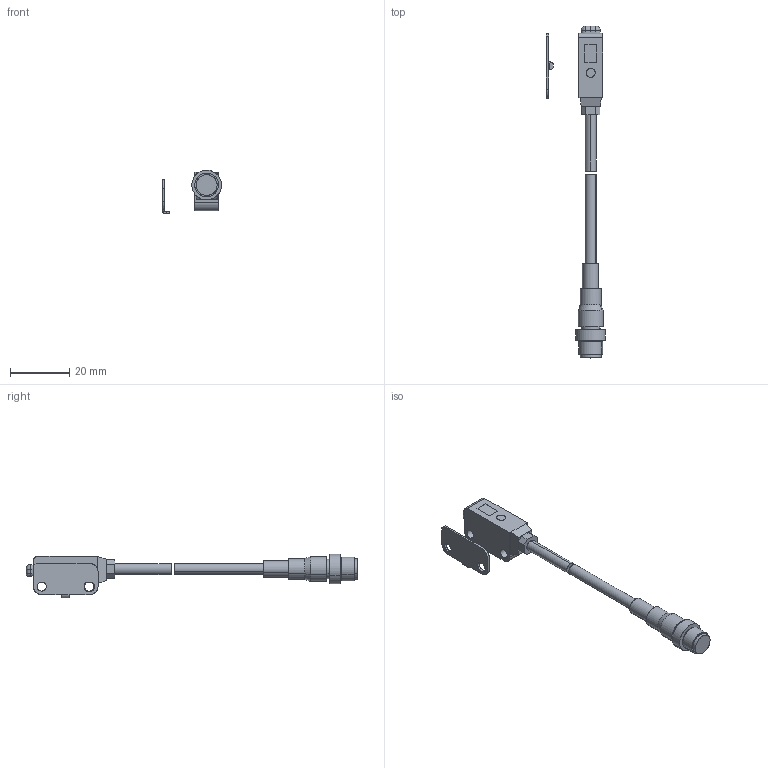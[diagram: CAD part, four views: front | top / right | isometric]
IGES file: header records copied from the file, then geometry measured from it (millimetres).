
Start section: SolidWorks IGES file using analytic representation for surfaces
Global section: file name: ex-l221-j.IGS; native system: SolidWorks 2007; preprocessor: SolidWorks 2007; author: myh408; date: 100430.175717; units: millimetre
Bounding box: 19.9 x 111.9 x 14.7 mm (x, y, z)
Surface area: 3425.8 mm2 (no closed solid volume)
Topology: 0 solids, 0 shells, 158 faces, 1863 edges, 1803 vertices
Faces by surface type: revolution 89, bspline 69
